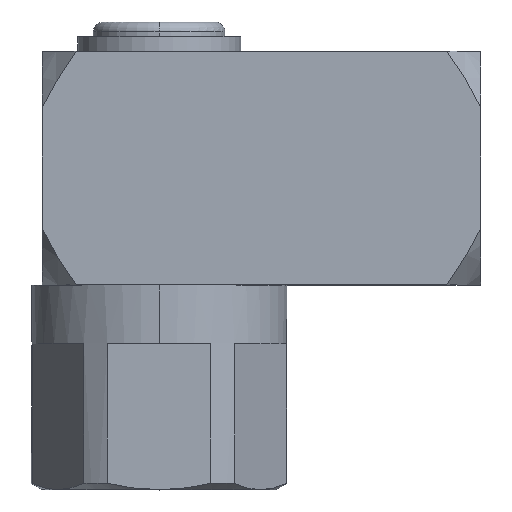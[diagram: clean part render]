
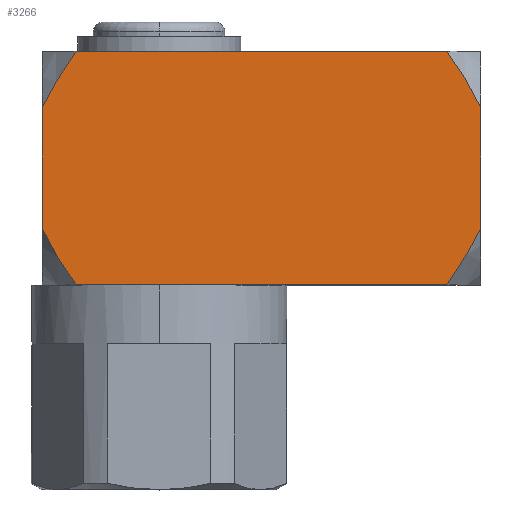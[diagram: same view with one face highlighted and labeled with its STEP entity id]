
A CAD part, top view. The second image highlights one B-rep face of the part: STEP entity #3266.
In plain terms, the highlighted planar face has unit normal (0, 0, 1).
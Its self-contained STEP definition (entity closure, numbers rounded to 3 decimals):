
#2103=CARTESIAN_POINT('Vertex',(-8.,-4.123,8.)) ;
#2106=CARTESIAN_POINT('Line Origine',(-8.,0.,8.)) ;
#2110=CARTESIAN_POINT('Vertex',(-8.,4.123,8.)) ;
#3192=CARTESIAN_POINT('Axis2P3D Location',(0.,0.,8.)) ;
#3197=CARTESIAN_POINT('Line Origine',(7.,-8.,8.)) ;
#3201=CARTESIAN_POINT('Vertex',(-5.686,-8.,8.)) ;
#3203=CARTESIAN_POINT('Vertex',(19.686,-8.,8.)) ;
#3207=CARTESIAN_POINT('Control Point',(19.686,-8.,8.)) ;
#3208=CARTESIAN_POINT('Control Point',(20.121,-7.386,8.)) ;
#3209=CARTESIAN_POINT('Control Point',(20.539,-6.76,8.)) ;
#3210=CARTESIAN_POINT('Control Point',(21.323,-5.469,8.)) ;
#3211=CARTESIAN_POINT('Control Point',(21.687,-4.807,8.)) ;
#3212=CARTESIAN_POINT('Control Point',(22.,-4.123,8.)) ;
#3213=CARTESIAN_POINT('Vertex',(22.,-4.123,8.)) ;
#3216=CARTESIAN_POINT('Line Origine',(22.,0.,8.)) ;
#3220=CARTESIAN_POINT('Vertex',(22.,4.123,8.)) ;
#3224=CARTESIAN_POINT('Control Point',(22.,4.123,8.)) ;
#3225=CARTESIAN_POINT('Control Point',(21.685,4.811,8.)) ;
#3226=CARTESIAN_POINT('Control Point',(21.322,5.471,8.)) ;
#3227=CARTESIAN_POINT('Control Point',(20.541,6.757,8.)) ;
#3228=CARTESIAN_POINT('Control Point',(20.122,7.384,8.)) ;
#3229=CARTESIAN_POINT('Control Point',(19.686,8.,8.)) ;
#3230=CARTESIAN_POINT('Vertex',(19.686,8.,8.)) ;
#3233=CARTESIAN_POINT('Line Origine',(7.,8.,8.)) ;
#3237=CARTESIAN_POINT('Vertex',(-5.686,8.,8.)) ;
#3241=CARTESIAN_POINT('Control Point',(-5.686,8.,8.)) ;
#3242=CARTESIAN_POINT('Control Point',(-6.121,7.386,8.)) ;
#3243=CARTESIAN_POINT('Control Point',(-6.539,6.76,8.)) ;
#3244=CARTESIAN_POINT('Control Point',(-7.323,5.469,8.)) ;
#3245=CARTESIAN_POINT('Control Point',(-7.687,4.807,8.)) ;
#3246=CARTESIAN_POINT('Control Point',(-8.,4.123,8.)) ;
#3249=CARTESIAN_POINT('Control Point',(-8.,-4.123,8.)) ;
#3250=CARTESIAN_POINT('Control Point',(-7.685,-4.811,8.)) ;
#3251=CARTESIAN_POINT('Control Point',(-7.322,-5.471,8.)) ;
#3252=CARTESIAN_POINT('Control Point',(-6.541,-6.757,8.)) ;
#3253=CARTESIAN_POINT('Control Point',(-6.122,-7.384,8.)) ;
#3254=CARTESIAN_POINT('Control Point',(-5.686,-8.,8.)) ;
#2107=DIRECTION('Vector Direction',(0.,-1.,0.)) ;
#3193=DIRECTION('Axis2P3D Direction',(-0.,0.,1.)) ;
#3194=DIRECTION('Axis2P3D XDirection',(1.,0.,0.)) ;
#3198=DIRECTION('Vector Direction',(1.,0.,0.)) ;
#3217=DIRECTION('Vector Direction',(0.,1.,0.)) ;
#3234=DIRECTION('Vector Direction',(-1.,0.,0.)) ;
#3195=AXIS2_PLACEMENT_3D('Plane Axis2P3D',#3192,#3193,#3194) ;
#3257=ORIENTED_EDGE('',*,*,#3205,.T.) ;
#3258=ORIENTED_EDGE('',*,*,#3215,.T.) ;
#3259=ORIENTED_EDGE('',*,*,#3222,.T.) ;
#3260=ORIENTED_EDGE('',*,*,#3232,.T.) ;
#3261=ORIENTED_EDGE('',*,*,#3239,.T.) ;
#3262=ORIENTED_EDGE('',*,*,#3247,.T.) ;
#3263=ORIENTED_EDGE('',*,*,#2112,.T.) ;
#3264=ORIENTED_EDGE('',*,*,#3255,.T.) ;
#2108=VECTOR('Line Direction',#2107,1.) ;
#3199=VECTOR('Line Direction',#3198,1.) ;
#3218=VECTOR('Line Direction',#3217,1.) ;
#3235=VECTOR('Line Direction',#3234,1.) ;
#3266=ADVANCED_FACE('_303_outlet.1\\Geometry.1',(#3265),#3196,.T.) ;
#2112=EDGE_CURVE('',#2111,#2104,#2109,.T.) ;
#3205=EDGE_CURVE('',#3202,#3204,#3200,.T.) ;
#3215=EDGE_CURVE('',#3204,#3214,#3206,.T.) ;
#3222=EDGE_CURVE('',#3214,#3221,#3219,.T.) ;
#3232=EDGE_CURVE('',#3221,#3231,#3223,.T.) ;
#3239=EDGE_CURVE('',#3231,#3238,#3236,.T.) ;
#3247=EDGE_CURVE('',#3238,#2111,#3240,.T.) ;
#3255=EDGE_CURVE('',#2104,#3202,#3248,.T.) ;
#3256=EDGE_LOOP('',(#3257,#3258,#3259,#3260,#3261,#3262,#3263,#3264)) ;
#3265=FACE_OUTER_BOUND('',#3256,.T.) ;
#2109=LINE('Line',#2106,#2108) ;
#3200=LINE('Line',#3197,#3199) ;
#3219=LINE('Line',#3216,#3218) ;
#3236=LINE('Line',#3233,#3235) ;
#3196=PLANE('',#3195) ;
#2104=VERTEX_POINT('',#2103) ;
#2111=VERTEX_POINT('',#2110) ;
#3202=VERTEX_POINT('',#3201) ;
#3204=VERTEX_POINT('',#3203) ;
#3214=VERTEX_POINT('',#3213) ;
#3221=VERTEX_POINT('',#3220) ;
#3231=VERTEX_POINT('',#3230) ;
#3238=VERTEX_POINT('',#3237) ;
#3206=(BOUNDED_CURVE()B_SPLINE_CURVE(3,(#3207,#3208,#3209,#3210,#3211,#3212),.UNSPECIFIED.,.F.,.U.)B_SPLINE_CURVE_WITH_KNOTS((4,2,4),(0.,2.261,4.523),.UNSPECIFIED.)CURVE()GEOMETRIC_REPRESENTATION_ITEM()RATIONAL_B_SPLINE_CURVE((1.,1.,1.,1.,1.,1.))REPRESENTATION_ITEM('')) ;
#3223=(BOUNDED_CURVE()B_SPLINE_CURVE(3,(#3224,#3225,#3226,#3227,#3228,#3229),.UNSPECIFIED.,.F.,.U.)B_SPLINE_CURVE_WITH_KNOTS((4,2,4),(0.,2.262,4.523),.UNSPECIFIED.)CURVE()GEOMETRIC_REPRESENTATION_ITEM()RATIONAL_B_SPLINE_CURVE((1.,1.,1.,1.,1.,1.))REPRESENTATION_ITEM('')) ;
#3240=(BOUNDED_CURVE()B_SPLINE_CURVE(3,(#3241,#3242,#3243,#3244,#3245,#3246),.UNSPECIFIED.,.F.,.U.)B_SPLINE_CURVE_WITH_KNOTS((4,2,4),(0.,2.261,4.523),.UNSPECIFIED.)CURVE()GEOMETRIC_REPRESENTATION_ITEM()RATIONAL_B_SPLINE_CURVE((1.,1.,1.,1.,1.,1.))REPRESENTATION_ITEM('')) ;
#3248=(BOUNDED_CURVE()B_SPLINE_CURVE(3,(#3249,#3250,#3251,#3252,#3253,#3254),.UNSPECIFIED.,.F.,.U.)B_SPLINE_CURVE_WITH_KNOTS((4,2,4),(0.,2.262,4.523),.UNSPECIFIED.)CURVE()GEOMETRIC_REPRESENTATION_ITEM()RATIONAL_B_SPLINE_CURVE((1.,1.,1.,1.,1.,1.))REPRESENTATION_ITEM('')) ;
